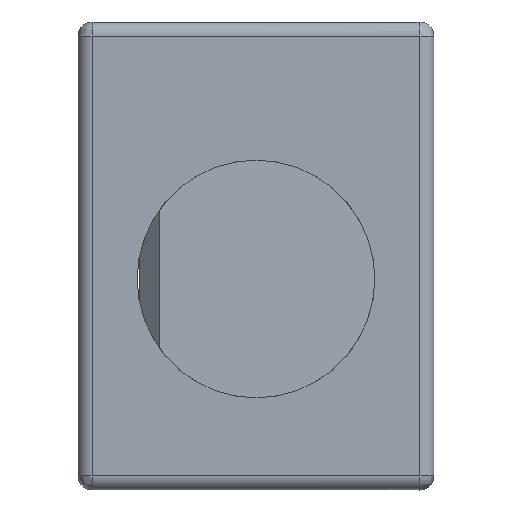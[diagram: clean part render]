
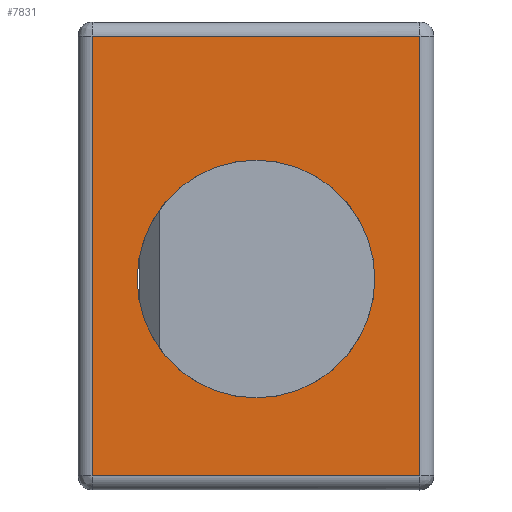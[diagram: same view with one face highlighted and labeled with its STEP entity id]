
A CAD part, left-side view. The second image highlights one B-rep face of the part: STEP entity #7831.
In plain terms, the highlighted planar face has unit normal (-1, 0, 0).
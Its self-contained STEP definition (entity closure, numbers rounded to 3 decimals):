
#42 = DIRECTION ( 'NONE',  ( 0., 0., 1. ) ) ;
#60 = EDGE_CURVE ( 'NONE', #3665, #1840, #2514, .T. ) ;
#80 = CARTESIAN_POINT ( 'NONE',  ( -11.192, -19.536, -23.499 ) ) ;
#142 = AXIS2_PLACEMENT_3D ( 'NONE', #7233, #2603, #7989 ) ;
#237 = DIRECTION ( 'NONE',  ( -1., 0., 0. ) ) ;
#493 = VERTEX_POINT ( 'NONE', #1483 ) ;
#824 = CARTESIAN_POINT ( 'NONE',  ( -11.192, 16.964, -24.999 ) ) ;
#939 = PLANE ( 'NONE',  #142 ) ;
#1197 = AXIS2_PLACEMENT_3D ( 'NONE', #3440, #8802, #4207 ) ;
#1343 = EDGE_CURVE ( 'NONE', #1840, #3665, #1406, .T. ) ;
#1351 = VERTEX_POINT ( 'NONE', #2658 ) ;
#1406 = CIRCLE ( 'NONE', #1197, 12.7 ) ;
#1461 = FACE_OUTER_BOUND ( 'NONE', #3429, .T. ) ;
#1468 = EDGE_CURVE ( 'NONE', #1351, #493, #2238, .T. ) ;
#1483 = CARTESIAN_POINT ( 'NONE',  ( -11.192, 16.964, 23.501 ) ) ;
#1583 = ORIENTED_EDGE ( 'NONE', *, *, #1468, .T. ) ;
#1626 = ORIENTED_EDGE ( 'NONE', *, *, #60, .F. ) ;
#1840 = VERTEX_POINT ( 'NONE', #6813 ) ;
#1997 = AXIS2_PLACEMENT_3D ( 'NONE', #4863, #237, #5633 ) ;
#2100 = CARTESIAN_POINT ( 'NONE',  ( -11.192, -19.536, 23.501 ) ) ;
#2190 = VECTOR ( 'NONE', #3938, 1000. ) ;
#2238 = LINE ( 'NONE', #2100, #4299 ) ;
#2514 = CIRCLE ( 'NONE', #1997, 12.7 ) ;
#2603 = DIRECTION ( 'NONE',  ( -1., 0., 0. ) ) ;
#2633 = EDGE_CURVE ( 'NONE', #2807, #5922, #4251, .T. ) ;
#2658 = CARTESIAN_POINT ( 'NONE',  ( -11.192, -18.036, 23.501 ) ) ;
#2807 = VERTEX_POINT ( 'NONE', #3428 ) ;
#3428 = CARTESIAN_POINT ( 'NONE',  ( -11.192, 16.964, -23.499 ) ) ;
#3429 = EDGE_LOOP ( 'NONE', ( #1583, #9341, #9259, #7581 ) ) ;
#3440 = CARTESIAN_POINT ( 'NONE',  ( -11.192, -0.536, -2.459 ) ) ;
#3665 = VERTEX_POINT ( 'NONE', #8795 ) ;
#3730 = VECTOR ( 'NONE', #6205, 1000. ) ;
#3938 = DIRECTION ( 'NONE',  ( 0., -1., 0. ) ) ;
#3990 = LINE ( 'NONE', #824, #3730 ) ;
#3997 = VECTOR ( 'NONE', #42, 1000. ) ;
#4207 = DIRECTION ( 'NONE',  ( 0., 0., 1. ) ) ;
#4251 = LINE ( 'NONE', #80, #2190 ) ;
#4299 = VECTOR ( 'NONE', #7514, 1000. ) ;
#4863 = CARTESIAN_POINT ( 'NONE',  ( -11.192, -0.536, -2.459 ) ) ;
#5058 = CARTESIAN_POINT ( 'NONE',  ( -11.192, -18.036, -23.499 ) ) ;
#5408 = CARTESIAN_POINT ( 'NONE',  ( -11.192, -18.036, -24.999 ) ) ;
#5576 = EDGE_CURVE ( 'NONE', #493, #2807, #3990, .T. ) ;
#5578 = FACE_BOUND ( 'NONE', #8158, .T. ) ;
#5633 = DIRECTION ( 'NONE',  ( 0., 0., 1. ) ) ;
#5922 = VERTEX_POINT ( 'NONE', #5058 ) ;
#6205 = DIRECTION ( 'NONE',  ( 0., 0., -1. ) ) ;
#6813 = CARTESIAN_POINT ( 'NONE',  ( -11.192, -0.536, 10.241 ) ) ;
#7233 = CARTESIAN_POINT ( 'NONE',  ( -11.192, -19.536, -24.999 ) ) ;
#7514 = DIRECTION ( 'NONE',  ( 0., 1., 0. ) ) ;
#7581 = ORIENTED_EDGE ( 'NONE', *, *, #8316, .T. ) ;
#7831 = ADVANCED_FACE ( 'NONE', ( #5578, #1461 ), #939, .T. ) ;
#7989 = DIRECTION ( 'NONE',  ( 0., 0., 1. ) ) ;
#8158 = EDGE_LOOP ( 'NONE', ( #8603, #1626 ) ) ;
#8316 = EDGE_CURVE ( 'NONE', #5922, #1351, #9875, .T. ) ;
#8603 = ORIENTED_EDGE ( 'NONE', *, *, #1343, .F. ) ;
#8795 = CARTESIAN_POINT ( 'NONE',  ( -11.192, -0.536, -15.159 ) ) ;
#8802 = DIRECTION ( 'NONE',  ( -1., 0., 0. ) ) ;
#9259 = ORIENTED_EDGE ( 'NONE', *, *, #2633, .T. ) ;
#9341 = ORIENTED_EDGE ( 'NONE', *, *, #5576, .T. ) ;
#9875 = LINE ( 'NONE', #5408, #3997 ) ;
